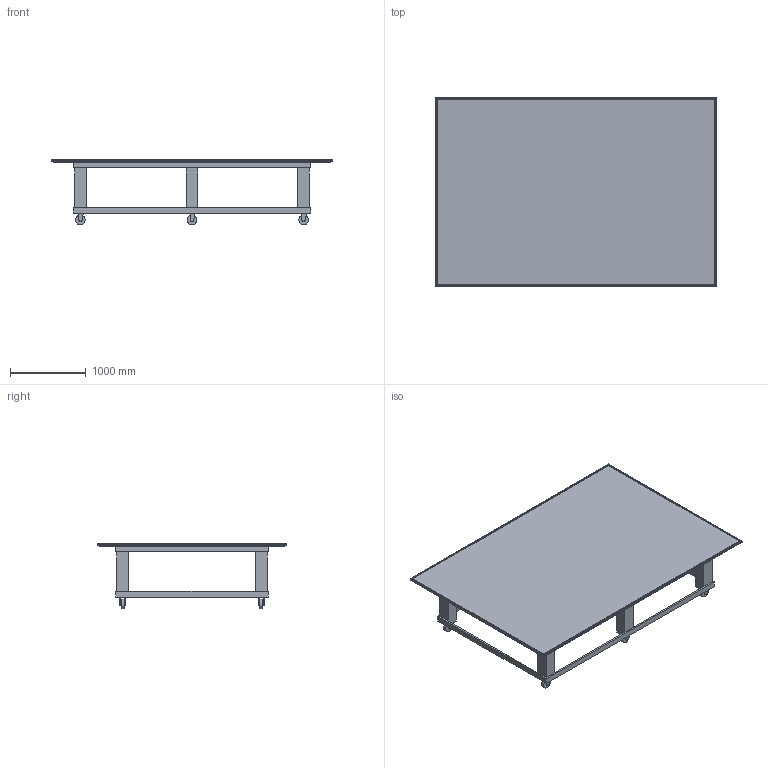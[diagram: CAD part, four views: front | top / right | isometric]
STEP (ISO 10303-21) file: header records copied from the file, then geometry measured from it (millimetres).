
FILE_DESCRIPTION(/* description */ (''),/* implementation_level */ '2;1');
FILE_NAME(/* name */ 'RBE Table Large v3.step',/* time_stamp */ '2018-09-09T17:38:32-04:00',/* author */ ('Xaveagle'),/* organization */ (''),/* preprocessor_version */ 'ST-DEVELOPER v17.2',/* originating_system */ 'Autodesk Translation Framework v7.6.0.251',/* authorisation */ '');
FILE_SCHEMA (('AUTOMOTIVE_DESIGN { 1 0 10303 214 3 1 1 }'));
Length unit declared in the file: inch
Products named in the file (3): RBE Table Large; 80/20 8'; 80/20 8' (1)
Bounding box: 3708.4 x 2489.2 x 863.6 mm (x, y, z)
Volume: 470615084.7 mm3; surface area: 27016538.7 mm2
Topology: 11 solids, 11 shells, 552 faces, 1536 edges, 1016 vertices
Faces by surface type: plane 304, cylinder 248
Full cylindrical faces by diameter (mm): 5.207 x4, 12.7 x18, 127 x6
Entity records: 11271 total; most frequent: DIRECTION 1960, CARTESIAN_POINT 1943, ORIENTED_EDGE 1908, EDGE_CURVE 954, LINE 670, VECTOR 670, AXIS2_PLACEMENT_3D 645, VERTEX_POINT 628
